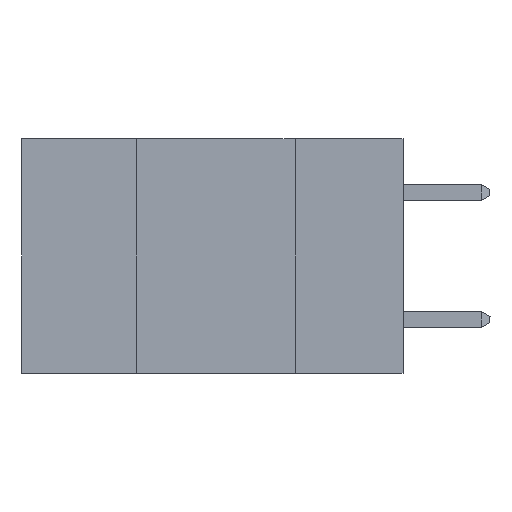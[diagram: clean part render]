
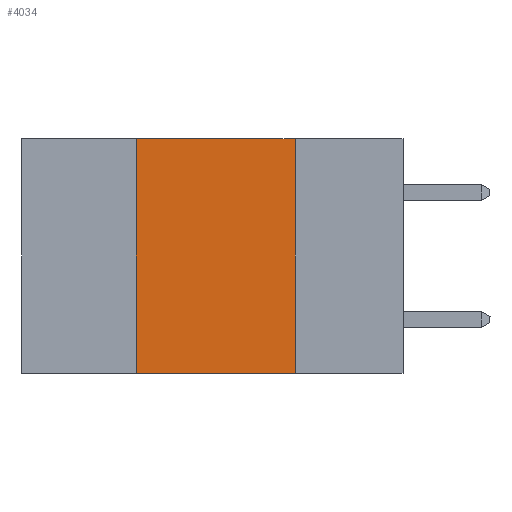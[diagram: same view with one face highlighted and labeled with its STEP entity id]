
A CAD part, left-side view. The second image highlights one B-rep face of the part: STEP entity #4034.
In plain terms, the highlighted planar face has unit normal (-1, 0, 0).
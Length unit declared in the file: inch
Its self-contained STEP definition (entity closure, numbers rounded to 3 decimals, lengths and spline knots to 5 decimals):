
#896 = DIRECTION ( 'NONE',  ( 0., 0., -1. ) ) ;
#1569 = ORIENTED_EDGE ( 'NONE', *, *, #20984, .T. ) ;
#1712 = CARTESIAN_POINT ( 'NONE',  ( 0., 0.17, -0.37 ) ) ;
#1800 = DIRECTION ( 'NONE',  ( 0., 0., 1. ) ) ;
#1872 = DIRECTION ( 'NONE',  ( 1., 0., 0. ) ) ;
#2865 = DIRECTION ( 'NONE',  ( 0., -1., 0. ) ) ;
#2948 = VERTEX_POINT ( 'NONE', #1712 ) ;
#3222 = VERTEX_POINT ( 'NONE', #15239 ) ;
#3558 = EDGE_LOOP ( 'NONE', ( #20026, #22942, #11168, #1569 ) ) ;
#4034 = ADVANCED_FACE ( 'NONE', ( #10122 ), #16250, .F. ) ;
#4703 = EDGE_CURVE ( 'NONE', #7837, #2948, #8126, .T. ) ;
#5080 = LINE ( 'NONE', #6961, #14062 ) ;
#5748 = VECTOR ( 'NONE', #2865, 39.37008 ) ;
#5891 = DIRECTION ( 'NONE',  ( 0., -1., 0. ) ) ;
#6961 = CARTESIAN_POINT ( 'NONE',  ( 0., 0.42, 0. ) ) ;
#7837 = VERTEX_POINT ( 'NONE', #10331 ) ;
#8126 = LINE ( 'NONE', #16797, #13171 ) ;
#10122 = FACE_OUTER_BOUND ( 'NONE', #3558, .T. ) ;
#10331 = CARTESIAN_POINT ( 'NONE',  ( 0., 0.17, 0. ) ) ;
#11168 = ORIENTED_EDGE ( 'NONE', *, *, #23126, .F. ) ;
#11312 = DIRECTION ( 'NONE',  ( 0., 0., -1. ) ) ;
#11929 = VERTEX_POINT ( 'NONE', #17815 ) ;
#12149 = EDGE_CURVE ( 'NONE', #11929, #7837, #16876, .T. ) ;
#12214 = LINE ( 'NONE', #13469, #5748 ) ;
#13171 = VECTOR ( 'NONE', #11312, 39.37008 ) ;
#13469 = CARTESIAN_POINT ( 'NONE',  ( 0., 0.6, -0.37 ) ) ;
#14062 = VECTOR ( 'NONE', #1800, 39.37008 ) ;
#15239 = CARTESIAN_POINT ( 'NONE',  ( 0., 0.42, -0.37 ) ) ;
#16250 = PLANE ( 'NONE',  #19557 ) ;
#16797 = CARTESIAN_POINT ( 'NONE',  ( 0., 0.17, 0. ) ) ;
#16876 = LINE ( 'NONE', #21980, #21067 ) ;
#17815 = CARTESIAN_POINT ( 'NONE',  ( 0., 0.42, 0. ) ) ;
#19557 = AXIS2_PLACEMENT_3D ( 'NONE', #21589, #1872, #896 ) ;
#20026 = ORIENTED_EDGE ( 'NONE', *, *, #4703, .F. ) ;
#20984 = EDGE_CURVE ( 'NONE', #3222, #2948, #12214, .T. ) ;
#21067 = VECTOR ( 'NONE', #5891, 39.37008 ) ;
#21589 = CARTESIAN_POINT ( 'NONE',  ( 0., 0.6, 0. ) ) ;
#21980 = CARTESIAN_POINT ( 'NONE',  ( 0., 0.6, 0. ) ) ;
#22942 = ORIENTED_EDGE ( 'NONE', *, *, #12149, .F. ) ;
#23126 = EDGE_CURVE ( 'NONE', #3222, #11929, #5080, .T. ) ;
